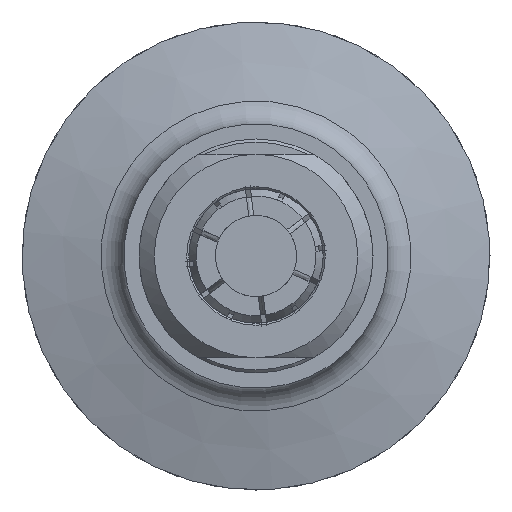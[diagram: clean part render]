
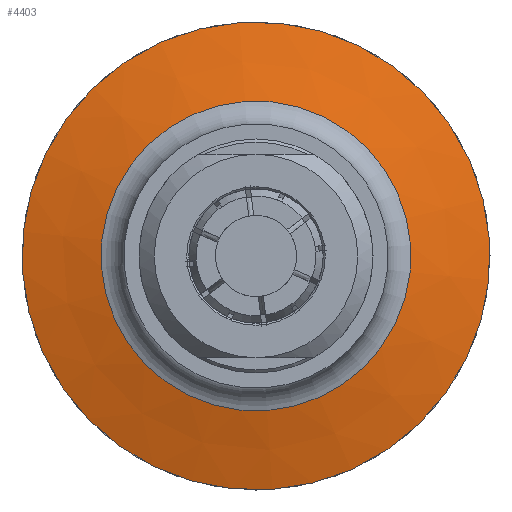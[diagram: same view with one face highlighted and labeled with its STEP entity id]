
A CAD part, left-side view. The second image highlights one B-rep face of the part: STEP entity #4403.
In plain terms, the highlighted conical face has half-angle 75 degrees and reference radius 18 mm.
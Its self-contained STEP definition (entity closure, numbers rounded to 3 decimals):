
#219=CONICAL_SURFACE('',#4870,18.,1.309);
#752=CIRCLE('',#4865,23.);
#753=CIRCLE('',#4866,23.);
#756=CIRCLE('',#4871,15.224);
#757=CIRCLE('',#4872,15.224);
#758=CIRCLE('',#4873,15.224);
#990=FACE_OUTER_BOUND('',#1223,.T.);
#1223=EDGE_LOOP('',(#3859,#3860,#3861,#3862,#3863,#3864,#3865));
#1459=LINE('',#7631,#1667);
#1667=VECTOR('',#5953,18.);
#2050=VERTEX_POINT('',#7619);
#2051=VERTEX_POINT('',#7621);
#2054=VERTEX_POINT('',#7630);
#2055=VERTEX_POINT('',#7632);
#2056=VERTEX_POINT('',#7634);
#2669=EDGE_CURVE('',#2050,#2051,#752,.T.);
#2670=EDGE_CURVE('',#2051,#2050,#753,.T.);
#2673=EDGE_CURVE('',#2050,#2054,#1459,.T.);
#2674=EDGE_CURVE('',#2055,#2054,#756,.T.);
#2675=EDGE_CURVE('',#2056,#2055,#757,.T.);
#2676=EDGE_CURVE('',#2054,#2056,#758,.T.);
#3859=ORIENTED_EDGE('',*,*,#2670,.F.);
#3860=ORIENTED_EDGE('',*,*,#2669,.F.);
#3861=ORIENTED_EDGE('',*,*,#2673,.T.);
#3862=ORIENTED_EDGE('',*,*,#2674,.F.);
#3863=ORIENTED_EDGE('',*,*,#2675,.F.);
#3864=ORIENTED_EDGE('',*,*,#2676,.F.);
#3865=ORIENTED_EDGE('',*,*,#2673,.F.);
#4403=ADVANCED_FACE('',(#990),#219,.T.);
#4865=AXIS2_PLACEMENT_3D('',#7622,#5941,#5942);
#4866=AXIS2_PLACEMENT_3D('',#7623,#5943,#5944);
#4870=AXIS2_PLACEMENT_3D('',#7629,#5951,#5952);
#4871=AXIS2_PLACEMENT_3D('',#7633,#5954,#5955);
#4872=AXIS2_PLACEMENT_3D('',#7635,#5956,#5957);
#4873=AXIS2_PLACEMENT_3D('',#7636,#5958,#5959);
#5941=DIRECTION('center_axis',(1.,0.,0.));
#5942=DIRECTION('ref_axis',(0.,0.995,0.104));
#5943=DIRECTION('center_axis',(1.,0.,0.));
#5944=DIRECTION('ref_axis',(0.,0.995,0.104));
#5951=DIRECTION('center_axis',(1.,0.,0.));
#5952=DIRECTION('ref_axis',(0.,0.995,0.104));
#5953=DIRECTION('',(-0.259,0.961,0.1));
#5954=DIRECTION('center_axis',(-1.,0.,0.));
#5955=DIRECTION('ref_axis',(0.,-0.995,-0.104));
#5956=DIRECTION('center_axis',(-1.,0.,0.));
#5957=DIRECTION('ref_axis',(0.,-0.995,-0.104));
#5958=DIRECTION('center_axis',(-1.,0.,0.));
#5959=DIRECTION('ref_axis',(0.,-0.995,-0.104));
#7619=CARTESIAN_POINT('',(-38.2,-22.876,-2.39));
#7621=CARTESIAN_POINT('',(-38.2,22.876,2.39));
#7622=CARTESIAN_POINT('Origin',(-38.2,0.,0.));
#7623=CARTESIAN_POINT('Origin',(-38.2,0.,0.));
#7629=CARTESIAN_POINT('Origin',(-39.54,0.,
0.));
#7630=CARTESIAN_POINT('',(-40.284,-15.141,-1.582));
#7631=CARTESIAN_POINT('',(-39.54,-17.903,-1.87));
#7632=CARTESIAN_POINT('',(-40.284,15.141,1.582));
#7633=CARTESIAN_POINT('Origin',(-40.284,0.,
0.));
#7634=CARTESIAN_POINT('',(-40.284,-1.582,15.141));
#7635=CARTESIAN_POINT('Origin',(-40.284,0.,
0.));
#7636=CARTESIAN_POINT('Origin',(-40.284,0.,
0.));
